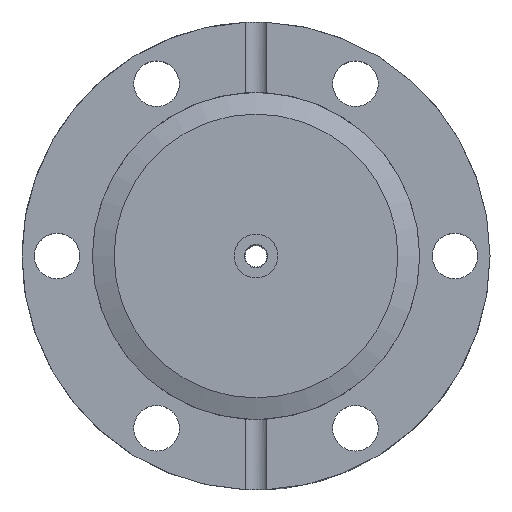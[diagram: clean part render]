
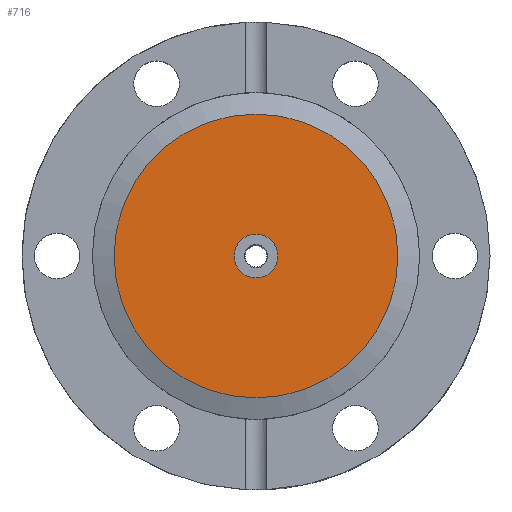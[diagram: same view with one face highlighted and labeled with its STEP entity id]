
A CAD part, top view. The second image highlights one B-rep face of the part: STEP entity #716.
In plain terms, the highlighted planar face has unit normal (0, 0, 1).
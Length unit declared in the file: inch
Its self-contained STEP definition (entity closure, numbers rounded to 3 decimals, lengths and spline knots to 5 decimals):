
#52=PLANE('',#832);
#97=FACE_BOUND('',#240,.T.);
#149=FACE_OUTER_BOUND('',#239,.T.);
#239=EDGE_LOOP('',(#549));
#240=EDGE_LOOP('',(#550));
#321=CIRCLE('',#831,0.825);
#322=CIRCLE('',#833,0.1275);
#384=VERTEX_POINT('',#1245);
#385=VERTEX_POINT('',#1248);
#449=EDGE_CURVE('',#384,#384,#321,.T.);
#450=EDGE_CURVE('',#385,#385,#322,.T.);
#549=ORIENTED_EDGE('',*,*,#449,.T.);
#550=ORIENTED_EDGE('',*,*,#450,.T.);
#716=ADVANCED_FACE('',(#149,#97),#52,.F.);
#831=AXIS2_PLACEMENT_3D('',#1246,#1013,#1014);
#832=AXIS2_PLACEMENT_3D('',#1247,#1015,#1016);
#833=AXIS2_PLACEMENT_3D('',#1249,#1017,#1018);
#1013=DIRECTION('center_axis',(0.,0.,1.));
#1014=DIRECTION('ref_axis',(0.,1.,0.));
#1015=DIRECTION('center_axis',(0.,0.,-1.));
#1016=DIRECTION('ref_axis',(-1.,0.,0.));
#1017=DIRECTION('center_axis',(0.,0.,-1.));
#1018=DIRECTION('ref_axis',(-1.,0.,0.));
#1245=CARTESIAN_POINT('',(0.,0.825,-0.046));
#1246=CARTESIAN_POINT('Origin',(0.,0.,-0.046));
#1247=CARTESIAN_POINT('Origin',(0.,0.4125,-0.046));
#1248=CARTESIAN_POINT('',(0.1275,0.,-0.046));
#1249=CARTESIAN_POINT('Origin',(0.,0.,-0.046));
